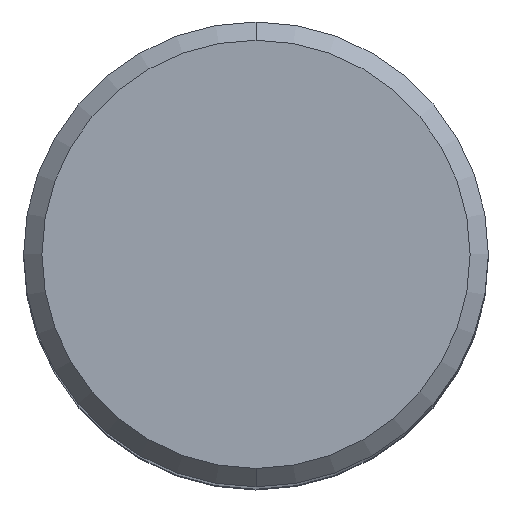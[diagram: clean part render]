
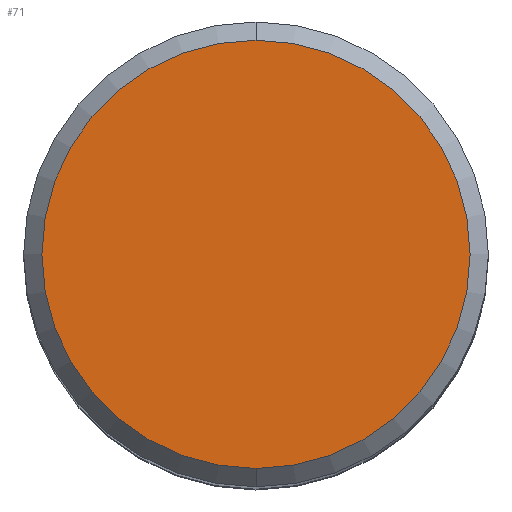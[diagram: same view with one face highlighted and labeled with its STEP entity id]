
A CAD part, top view. The second image highlights one B-rep face of the part: STEP entity #71.
In plain terms, the highlighted planar face has unit normal (0, 0, 1).
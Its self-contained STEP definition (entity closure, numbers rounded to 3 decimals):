
#54=PLANE('',#512);
#71=ADVANCED_FACE('',(#98),#54,.T.);
#98=FACE_OUTER_BOUND('',#123,.T.);
#123=EDGE_LOOP('',(#159,#160));
#159=ORIENTED_EDGE('',*,*,#268,.F.);
#160=ORIENTED_EDGE('',*,*,#269,.F.);
#240=VERTEX_POINT('',#906);
#241=VERTEX_POINT('',#907);
#268=EDGE_CURVE('',#240,#241,#321,.T.);
#269=EDGE_CURVE('',#241,#240,#322,.T.);
#321=CIRCLE('',#510,11.7);
#322=CIRCLE('',#511,11.7);
#510=AXIS2_PLACEMENT_3D('',#905,#600,#601);
#511=AXIS2_PLACEMENT_3D('',#908,#602,#603);
#512=AXIS2_PLACEMENT_3D('',#909,#604,#605);
#600=DIRECTION('',(0.,0.,-1.));
#601=DIRECTION('',(0.,1.,0.));
#602=DIRECTION('',(0.,0.,-1.));
#603=DIRECTION('',(0.,-1.,0.));
#604=DIRECTION('',(0.,0.,1.));
#605=DIRECTION('',(0.,-1.,0.));
#905=CARTESIAN_POINT('',(0.,0.,0.));
#906=CARTESIAN_POINT('',(0.,11.7,0.));
#907=CARTESIAN_POINT('',(0.,-11.7,0.));
#908=CARTESIAN_POINT('',(0.,0.,0.));
#909=CARTESIAN_POINT('',(0.,0.,0.));
